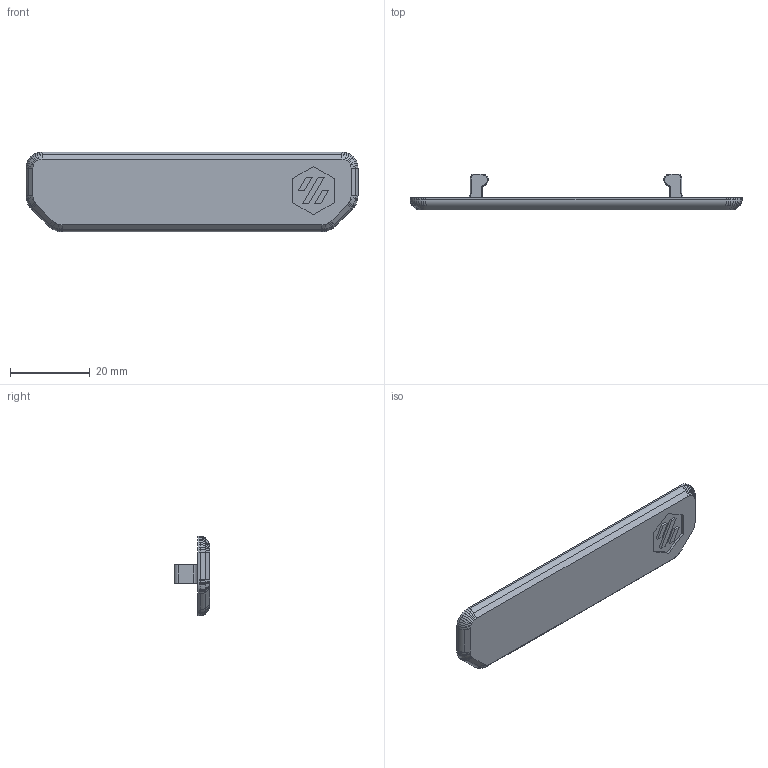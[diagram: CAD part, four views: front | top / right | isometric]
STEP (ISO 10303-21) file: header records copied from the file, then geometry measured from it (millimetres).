
FILE_DESCRIPTION(/* description */ (''),/* implementation_level */ '2;1');
FILE_NAME(/* name */ 'Nameplate V0.2 (With Logo).step',/* time_stamp */ '2023-10-06T19:20:10-07:00',/* author */ (''),/* organization */ (''),/* preprocessor_version */ 'ST-DEVELOPER v20',/* originating_system */ 'Autodesk Translation Framework v12.14.0.127',/* authorisation */ '');
FILE_SCHEMA (('AUTOMOTIVE_DESIGN { 1 0 10303 214 3 1 1 }'));
Length unit declared in the file: millimetre
Products named in the file (1): Nameplate V0.2 (With Logo)
Bounding box: 83.23 x 9 x 20 mm (x, y, z)
Volume: 3346.4 mm3; surface area: 4171.6 mm2
Topology: 1 solids, 1 shells, 293 faces, 697 edges, 410 vertices
Faces by surface type: plane 134, cylinder 94, torus 38, cone 23, bspline 4
Entity records: 8602 total; most frequent: CARTESIAN_POINT 1879, DIRECTION 1405, ORIENTED_EDGE 1386, EDGE_CURVE 693, AXIS2_PLACEMENT_3D 494, LINE 417, VECTOR 417, VERTEX_POINT 410
